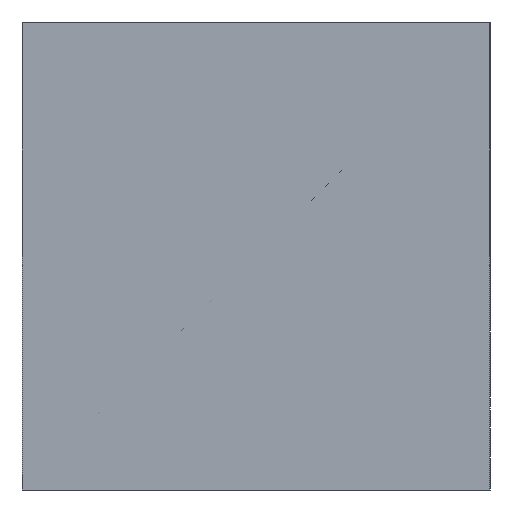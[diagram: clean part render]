
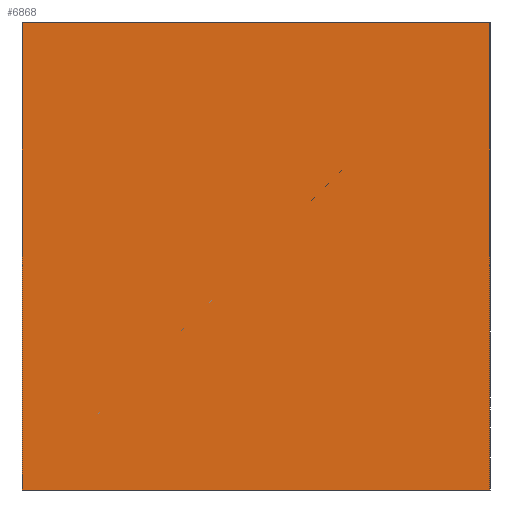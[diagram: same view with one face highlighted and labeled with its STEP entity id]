
A CAD part, left-side view. The second image highlights one B-rep face of the part: STEP entity #6868.
In plain terms, the highlighted planar face has unit normal (-1, 0, 0).
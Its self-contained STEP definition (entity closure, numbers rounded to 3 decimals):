
#740=FACE_OUTER_BOUND('',#1117,.T.);
#1117=EDGE_LOOP('',(#5973,#5974,#5975,#5976));
#1418=LINE('',#10382,#2126);
#1831=LINE('',#11601,#2539);
#1832=LINE('',#11602,#2540);
#1833=LINE('',#11603,#2541);
#2126=VECTOR('',#7690,10.);
#2539=VECTOR('',#8621,10.);
#2540=VECTOR('',#8622,10.);
#2541=VECTOR('',#8623,10.);
#2827=VERTEX_POINT('',#10375);
#2830=VERTEX_POINT('',#10380);
#3172=VERTEX_POINT('',#11599);
#3173=VERTEX_POINT('',#11600);
#3599=EDGE_CURVE('',#2830,#2827,#1418,.T.);
#4112=EDGE_CURVE('',#3172,#3173,#1831,.T.);
#4113=EDGE_CURVE('',#3173,#2827,#1832,.T.);
#4114=EDGE_CURVE('',#3172,#2830,#1833,.T.);
#5973=ORIENTED_EDGE('',*,*,#4112,.T.);
#5974=ORIENTED_EDGE('',*,*,#4113,.T.);
#5975=ORIENTED_EDGE('',*,*,#3599,.F.);
#5976=ORIENTED_EDGE('',*,*,#4114,.F.);
#6234=PLANE('',#7229);
#6868=ADVANCED_FACE('',(#740),#6234,.T.);
#7229=AXIS2_PLACEMENT_3D('',#11598,#8619,#8620);
#7690=DIRECTION('',(0.,-1.,0.));
#8619=DIRECTION('center_axis',(-1.,0.,0.));
#8620=DIRECTION('ref_axis',(0.,-1.,0.));
#8621=DIRECTION('',(0.,-1.,0.));
#8622=DIRECTION('',(0.,0.,1.));
#8623=DIRECTION('',(0.,0.,1.));
#10375=CARTESIAN_POINT('',(0.,0.,101.6));
#10380=CARTESIAN_POINT('',(0.,101.6,101.6));
#10382=CARTESIAN_POINT('',(0.,101.6,101.6));
#11598=CARTESIAN_POINT('Origin',(0.,101.6,0.));
#11599=CARTESIAN_POINT('',(0.,101.6,0.));
#11600=CARTESIAN_POINT('',(0.,0.,0.));
#11601=CARTESIAN_POINT('',(0.,101.6,0.));
#11602=CARTESIAN_POINT('',(0.,0.,0.));
#11603=CARTESIAN_POINT('',(0.,101.6,0.));
